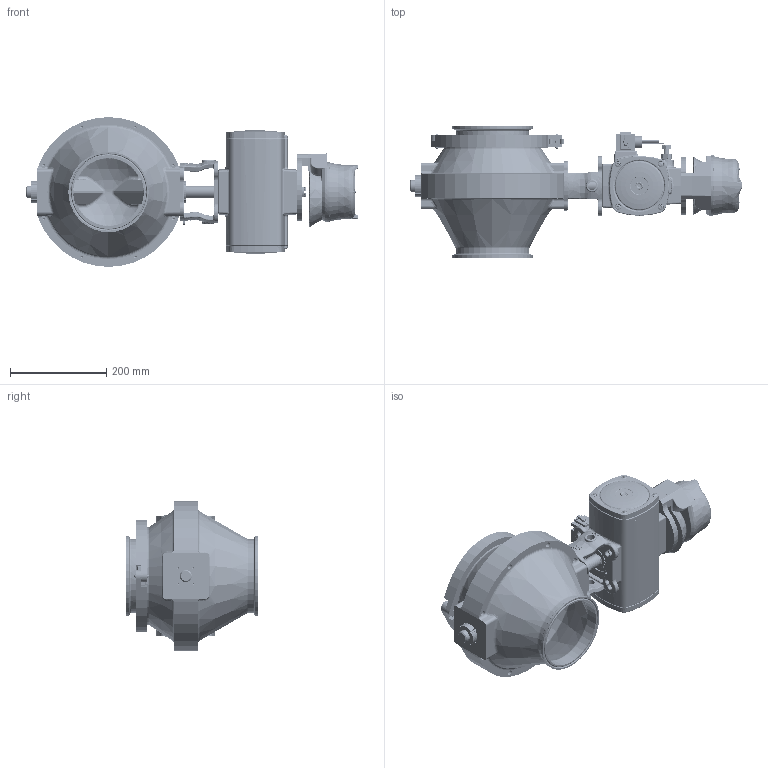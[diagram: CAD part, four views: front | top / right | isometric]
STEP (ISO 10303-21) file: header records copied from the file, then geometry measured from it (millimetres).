
FILE_DESCRIPTION (( 'STEP AP203' ), '1' );
FILE_NAME ('GVK06-CAST-STD.STEP', '2023-06-08T14:14:17', ( '' ), ( '' ), 'SwSTEP 2.0', 'SolidWorks 2022', '' );
FILE_SCHEMA (( 'CONFIG_CONTROL_DESIGN' ));
Length unit declared in the file: inch
Products named in the file (1): GVK06-CAST-STD
Bounding box: 690 x 272.92 x 311.15 mm (x, y, z)
Surface area: 1014630.4 mm2 (no closed solid volume)
Topology: 0 solids, 25 shells, 4835 faces, 12157 edges, 7566 vertices
Faces by surface type: plane 1985, cylinder 1217, bspline 793, cone 726, torus 84, sphere 30
Entity records: 191511 total; most frequent: CARTESIAN_POINT 81605, ORIENTED_EDGE 24046, DIRECTION 21161, EDGE_CURVE 12023, VERTEX_POINT 7566, AXIS2_PLACEMENT_3D 7451, LINE 6259, VECTOR 6259
